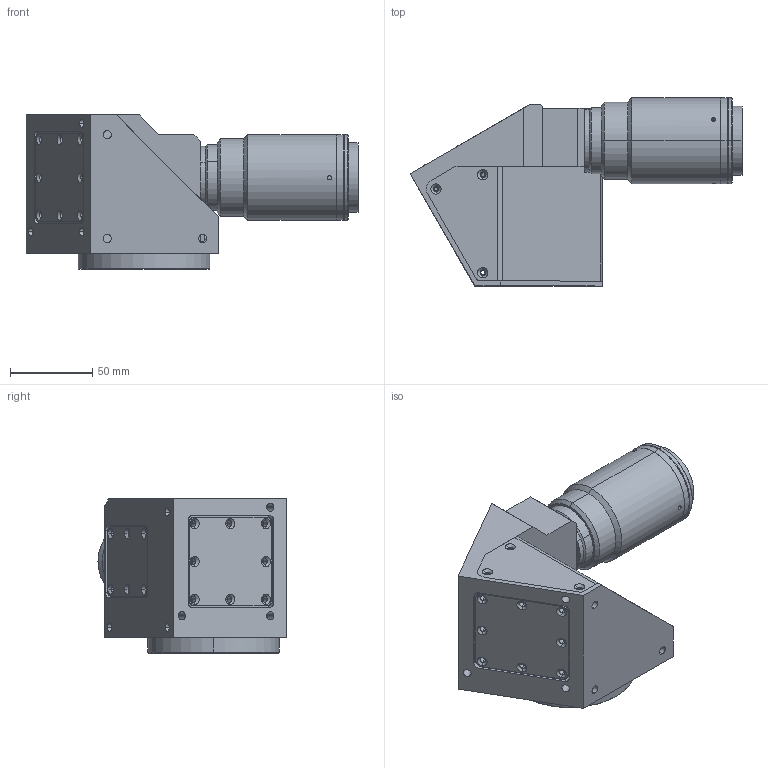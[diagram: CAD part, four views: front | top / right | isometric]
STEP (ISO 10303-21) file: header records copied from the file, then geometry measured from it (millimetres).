
FILE_DESCRIPTION (( 'STEP AP214' ), '1' );
FILE_NAME ('TCCR4M056-E.STEP', '2015-07-21T10:09:55', ( '' ), ( '' ), 'SwSTEP 2.0', 'SolidWorks 2013', '' );
FILE_SCHEMA (( 'AUTOMOTIVE_DESIGN' ));
Length unit declared in the file: millimetre
Products named in the file (1): TCCR4M056-E
Bounding box: 201.59 x 114.17 x 93.6 mm (x, y, z)
Surface area: 88301.4 mm2 (no closed solid volume)
Topology: 0 solids, 12 shells, 255 faces, 750 edges, 510 vertices
Faces by surface type: cylinder 124, plane 75, cone 54, sphere 2
Entity records: 11616 total; most frequent: CARTESIAN_POINT 1804, DIRECTION 1575, ORIENTED_EDGE 1252, EDGE_CURVE 750, AXIS2_PLACEMENT_3D 589, VERTEX_POINT 510, VECTOR 397, LINE 397
